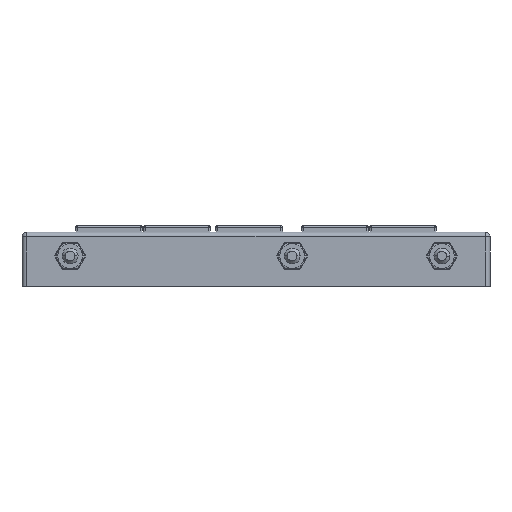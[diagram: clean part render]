
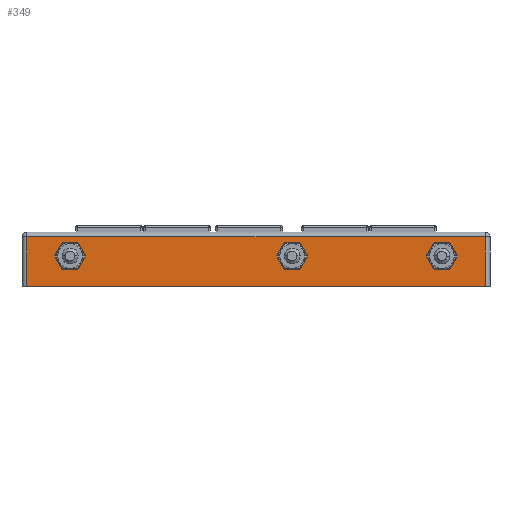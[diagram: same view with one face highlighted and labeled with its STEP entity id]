
A CAD part, front view. The second image highlights one B-rep face of the part: STEP entity #349.
In plain terms, the highlighted planar face has unit normal (0, -1, 0).
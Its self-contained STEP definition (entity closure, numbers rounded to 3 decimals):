
#349=ADVANCED_FACE('NONE',(#1387,#1388,#1389,#1390),#1391,.F.);
#1387=FACE_OUTER_BOUND('',#3335,.T.);
#1388=FACE_BOUND('',#3336,.T.);
#1389=FACE_BOUND('',#3337,.T.);
#1390=FACE_BOUND('',#3338,.T.);
#1391=PLANE('',#3339);
#3335=EDGE_LOOP('',(#5770,#5771,#5772,#5773));
#3336=EDGE_LOOP('',(#5774,#5775,#5776,#5777,#5778,#5779));
#3337=EDGE_LOOP('',(#5780,#5781,#5782,#5783,#5784,#5785));
#3338=EDGE_LOOP('',(#5786,#5787,#5788,#5789,#5790,#5791));
#3339=AXIS2_PLACEMENT_3D('',#5792,#5793,#5794);
#5770=ORIENTED_EDGE('',*,*,#12745,.T.);
#5771=ORIENTED_EDGE('',*,*,#12746,.T.);
#5772=ORIENTED_EDGE('',*,*,#12747,.T.);
#5773=ORIENTED_EDGE('',*,*,#12748,.T.);
#5774=ORIENTED_EDGE('',*,*,#12749,.F.);
#5775=ORIENTED_EDGE('',*,*,#12750,.F.);
#5776=ORIENTED_EDGE('',*,*,#12751,.F.);
#5777=ORIENTED_EDGE('',*,*,#12752,.F.);
#5778=ORIENTED_EDGE('',*,*,#12753,.F.);
#5779=ORIENTED_EDGE('',*,*,#12754,.F.);
#5780=ORIENTED_EDGE('',*,*,#12755,.F.);
#5781=ORIENTED_EDGE('',*,*,#12756,.F.);
#5782=ORIENTED_EDGE('',*,*,#12757,.F.);
#5783=ORIENTED_EDGE('',*,*,#12758,.F.);
#5784=ORIENTED_EDGE('',*,*,#12759,.F.);
#5785=ORIENTED_EDGE('',*,*,#12760,.F.);
#5786=ORIENTED_EDGE('',*,*,#12761,.F.);
#5787=ORIENTED_EDGE('',*,*,#12762,.F.);
#5788=ORIENTED_EDGE('',*,*,#12763,.F.);
#5789=ORIENTED_EDGE('',*,*,#12764,.F.);
#5790=ORIENTED_EDGE('',*,*,#12765,.F.);
#5791=ORIENTED_EDGE('',*,*,#12766,.F.);
#5792=CARTESIAN_POINT('',(-73.5,-51.0,8.5));
#5793=DIRECTION('',(0.,1.0,0.));
#5794=DIRECTION('',(1.0,0.0,0.));
#12745=EDGE_CURVE('NONE',#15193,#15194,#15195,.T.);
#12746=EDGE_CURVE('NONE',#15194,#15196,#15197,.T.);
#12747=EDGE_CURVE('NONE',#15196,#15198,#15199,.T.);
#12748=EDGE_CURVE('NONE',#15198,#15193,#15200,.T.);
#12749=EDGE_CURVE('NONE',#15201,#15202,#15203,.T.);
#12750=EDGE_CURVE('NONE',#15204,#15201,#15205,.T.);
#12751=EDGE_CURVE('NONE',#15206,#15204,#15207,.T.);
#12752=EDGE_CURVE('NONE',#15208,#15206,#15209,.T.);
#12753=EDGE_CURVE('NONE',#15210,#15208,#15211,.T.);
#12754=EDGE_CURVE('NONE',#15202,#15210,#15212,.T.);
#12755=EDGE_CURVE('NONE',#15213,#15214,#15215,.T.);
#12756=EDGE_CURVE('NONE',#15216,#15213,#15217,.T.);
#12757=EDGE_CURVE('NONE',#15218,#15216,#15219,.T.);
#12758=EDGE_CURVE('NONE',#15220,#15218,#15221,.T.);
#12759=EDGE_CURVE('NONE',#15222,#15220,#15223,.T.);
#12760=EDGE_CURVE('NONE',#15214,#15222,#15224,.T.);
#12761=EDGE_CURVE('NONE',#15225,#15226,#15227,.T.);
#12762=EDGE_CURVE('NONE',#15228,#15225,#15229,.T.);
#12763=EDGE_CURVE('NONE',#15230,#15228,#15231,.T.);
#12764=EDGE_CURVE('NONE',#15232,#15230,#15233,.T.);
#12765=EDGE_CURVE('NONE',#15234,#15232,#15235,.T.);
#12766=EDGE_CURVE('NONE',#15226,#15234,#15236,.T.);
#15193=VERTEX_POINT('NONE',#19067);
#15194=VERTEX_POINT('NONE',#19068);
#15195=LINE('',#19069,#19070);
#15196=VERTEX_POINT('NONE',#19071);
#15197=LINE('',#19072,#19073);
#15198=VERTEX_POINT('NONE',#19074);
#15199=LINE('',#19075,#19076);
#15200=LINE('',#19077,#19078);
#15201=VERTEX_POINT('NONE',#19079);
#15202=VERTEX_POINT('NONE',#19080);
#15203=LINE('',#19081,#19082);
#15204=VERTEX_POINT('NONE',#19083);
#15205=LINE('',#19084,#19085);
#15206=VERTEX_POINT('NONE',#19086);
#15207=LINE('',#19087,#19088);
#15208=VERTEX_POINT('NONE',#19089);
#15209=LINE('',#19090,#19091);
#15210=VERTEX_POINT('NONE',#19092);
#15211=LINE('',#19093,#19094);
#15212=LINE('',#19095,#19096);
#15213=VERTEX_POINT('NONE',#19097);
#15214=VERTEX_POINT('NONE',#19098);
#15215=LINE('',#19099,#19100);
#15216=VERTEX_POINT('NONE',#19101);
#15217=LINE('',#19102,#19103);
#15218=VERTEX_POINT('NONE',#19104);
#15219=LINE('',#19105,#19106);
#15220=VERTEX_POINT('NONE',#19107);
#15221=LINE('',#19108,#19109);
#15222=VERTEX_POINT('NONE',#19110);
#15223=LINE('',#19111,#19112);
#15224=LINE('',#19113,#19114);
#15225=VERTEX_POINT('NONE',#19115);
#15226=VERTEX_POINT('NONE',#19116);
#15227=LINE('',#19117,#19118);
#15228=VERTEX_POINT('NONE',#19119);
#15229=LINE('',#19120,#19121);
#15230=VERTEX_POINT('NONE',#19122);
#15231=LINE('',#19123,#19124);
#15232=VERTEX_POINT('NONE',#19125);
#15233=LINE('',#19126,#19127);
#15234=VERTEX_POINT('NONE',#19128);
#15235=LINE('',#19129,#19130);
#15236=LINE('',#19131,#19132);
#19067=CARTESIAN_POINT('',(-72.0,-51.0,-8.5));
#19068=CARTESIAN_POINT('',(72.0,-51.0,-8.5));
#19069=CARTESIAN_POINT('',(-73.5,-51.0,-8.5));
#19070=VECTOR('',#24461,1000.0);
#19071=CARTESIAN_POINT('',(72.0,-51.0,7.0));
#19072=CARTESIAN_POINT('',(72.0,-51.0,8.5));
#19073=VECTOR('',#24462,1000.0);
#19074=CARTESIAN_POINT('',(-72.0,-51.0,7.0));
#19075=CARTESIAN_POINT('',(-73.5,-51.0,7.0));
#19076=VECTOR('',#24463,1000.0);
#19077=CARTESIAN_POINT('',(-72.0,-51.0,8.5));
#19078=VECTOR('',#24464,1000.0);
#19079=CARTESIAN_POINT('',(60.854,-51.0,-3.25));
#19080=CARTESIAN_POINT('',(63.307,-51.0,1.));
#19081=CARTESIAN_POINT('',(60.854,-51.0,-3.25));
#19082=VECTOR('',#24465,1000.0);
#19083=CARTESIAN_POINT('',(55.946,-51.0,-3.25));
#19084=CARTESIAN_POINT('',(55.946,-51.0,-3.25));
#19085=VECTOR('',#24466,1000.0);
#19086=CARTESIAN_POINT('',(53.493,-51.0,1.));
#19087=CARTESIAN_POINT('',(53.493,-51.0,1.));
#19088=VECTOR('',#24467,1000.0);
#19089=CARTESIAN_POINT('',(55.946,-51.0,5.25));
#19090=CARTESIAN_POINT('',(55.946,-51.0,5.25));
#19091=VECTOR('',#24468,1000.0);
#19092=CARTESIAN_POINT('',(60.854,-51.0,5.25));
#19093=CARTESIAN_POINT('',(60.854,-51.0,5.25));
#19094=VECTOR('',#24469,1000.0);
#19095=CARTESIAN_POINT('',(63.307,-51.0,1.));
#19096=VECTOR('',#24470,1000.0);
#19097=CARTESIAN_POINT('',(13.804,-51.0,-3.25));
#19098=CARTESIAN_POINT('',(16.257,-51.0,1.0));
#19099=CARTESIAN_POINT('',(13.804,-51.0,-3.25));
#19100=VECTOR('',#24471,1000.0);
#19101=CARTESIAN_POINT('',(8.896,-51.0,-3.25));
#19102=CARTESIAN_POINT('',(8.896,-51.0,-3.25));
#19103=VECTOR('',#24472,1000.0);
#19104=CARTESIAN_POINT('',(6.443,-51.0,1.));
#19105=CARTESIAN_POINT('',(6.443,-51.0,1.));
#19106=VECTOR('',#24473,1000.0);
#19107=CARTESIAN_POINT('',(8.896,-51.0,5.25));
#19108=CARTESIAN_POINT('',(8.896,-51.0,5.25));
#19109=VECTOR('',#24474,1000.0);
#19110=CARTESIAN_POINT('',(13.804,-51.0,5.25));
#19111=CARTESIAN_POINT('',(13.804,-51.0,5.25));
#19112=VECTOR('',#24475,1000.0);
#19113=CARTESIAN_POINT('',(16.257,-51.0,1.0));
#19114=VECTOR('',#24476,1000.0);
#19115=CARTESIAN_POINT('',(-55.946,-51.0,-3.25));
#19116=CARTESIAN_POINT('',(-53.493,-51.0,1.));
#19117=CARTESIAN_POINT('',(-55.946,-51.0,-3.25));
#19118=VECTOR('',#24477,1000.0);
#19119=CARTESIAN_POINT('',(-60.854,-51.0,-3.25));
#19120=CARTESIAN_POINT('',(-60.854,-51.0,-3.25));
#19121=VECTOR('',#24478,1000.0);
#19122=CARTESIAN_POINT('',(-63.307,-51.0,1.));
#19123=CARTESIAN_POINT('',(-63.307,-51.0,1.));
#19124=VECTOR('',#24479,1000.0);
#19125=CARTESIAN_POINT('',(-60.854,-51.0,5.25));
#19126=CARTESIAN_POINT('',(-60.854,-51.0,5.25));
#19127=VECTOR('',#24480,1000.0);
#19128=CARTESIAN_POINT('',(-55.946,-51.0,5.25));
#19129=CARTESIAN_POINT('',(-55.946,-51.0,5.25));
#19130=VECTOR('',#24481,1000.0);
#19131=CARTESIAN_POINT('',(-53.493,-51.0,1.));
#19132=VECTOR('',#24482,1000.0);
#24461=DIRECTION('',(1.0,0.,0.0));
#24462=DIRECTION('',(-0.0,-0.0,1.0));
#24463=DIRECTION('',(-1.0,0.,-0.0));
#24464=DIRECTION('',(0.0,0.0,-1.0));
#24465=DIRECTION('',(0.5,0.0,0.866));
#24466=DIRECTION('',(1.0,0.0,0.0));
#24467=DIRECTION('',(0.5,0.0,-0.866));
#24468=DIRECTION('',(-0.5,0.0,-0.866));
#24469=DIRECTION('',(-1.0,0.0,0.0));
#24470=DIRECTION('',(-0.5,0.0,0.866));
#24471=DIRECTION('',(0.5,0.0,0.866));
#24472=DIRECTION('',(1.0,0.0,0.0));
#24473=DIRECTION('',(0.5,0.0,-0.866));
#24474=DIRECTION('',(-0.5,0.0,-0.866));
#24475=DIRECTION('',(-1.0,0.0,0.));
#24476=DIRECTION('',(-0.5,0.0,0.866));
#24477=DIRECTION('',(0.5,0.0,0.866));
#24478=DIRECTION('',(1.0,0.0,0.0));
#24479=DIRECTION('',(0.5,0.0,-0.866));
#24480=DIRECTION('',(-0.5,0.0,-0.866));
#24481=DIRECTION('',(-1.0,0.0,0.));
#24482=DIRECTION('',(-0.5,0.0,0.866));
